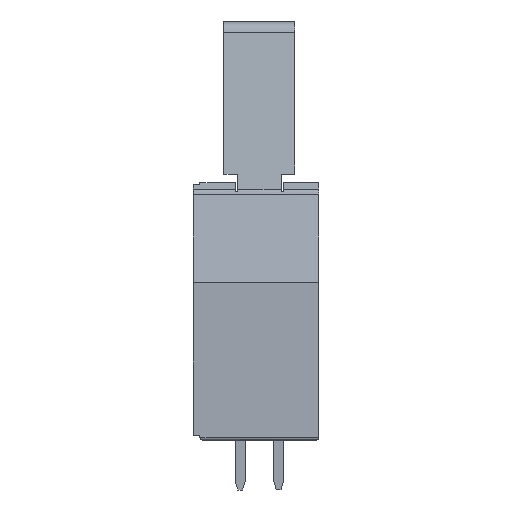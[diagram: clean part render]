
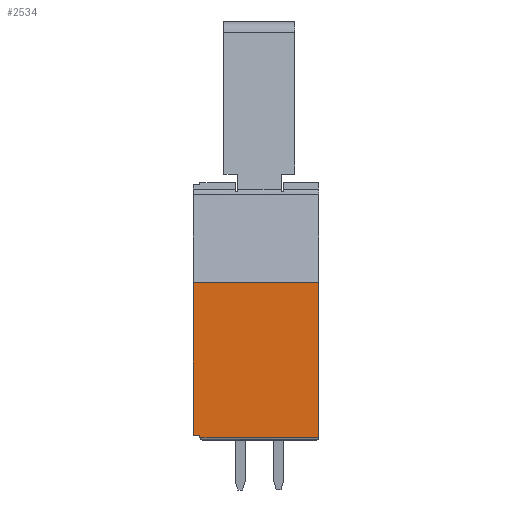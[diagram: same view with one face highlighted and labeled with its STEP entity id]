
A CAD part, left-side view. The second image highlights one B-rep face of the part: STEP entity #2534.
In plain terms, the highlighted planar face has unit normal (-1, 0, 0).
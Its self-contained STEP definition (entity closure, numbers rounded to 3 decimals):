
#2534=ADVANCED_FACE('',(#7174),#7175,.T.);
#3466=VERTEX_POINT('',#8202);
#4076=VERTEX_POINT('',#8871);
#4354=VERTEX_POINT('',#9179);
#4592=EDGE_CURVE('',#6216,#4076,#9438,.T.);
#4596=EDGE_CURVE('',#4354,#5248,#9443,.T.);
#5248=VERTEX_POINT('',#10148);
#5274=EDGE_CURVE('',#4354,#5762,#10178,.T.);
#5762=VERTEX_POINT('',#10713);
#6112=EDGE_CURVE('',#5248,#3466,#11092,.T.);
#6216=VERTEX_POINT('',#11203);
#6420=EDGE_CURVE('',#3466,#6216,#11437,.T.);
#6464=EDGE_CURVE('',#5762,#4076,#11485,.T.);
#7174=FACE_OUTER_BOUND('',#12345,.T.);
#7175=PLANE('',#12346);
#8202=CARTESIAN_POINT('',(-19.76,8.3,0.3));
#8871=CARTESIAN_POINT('',(-19.76,0.0,10.4));
#9179=CARTESIAN_POINT('',(-19.76,7.85,0.15));
#9438=LINE('',#15585,#15586);
#9443=LINE('',#15592,#15593);
#10148=CARTESIAN_POINT('',(-19.76,7.85,0.3));
#10178=LINE('',#16623,#16624);
#10713=CARTESIAN_POINT('',(-19.76,0.0,0.15));
#11092=LINE('',#17914,#17915);
#11203=CARTESIAN_POINT('',(-19.76,8.3,10.4));
#11437=LINE('',#18415,#18416);
#11485=LINE('',#18477,#18478);
#12345=EDGE_LOOP('',(#19420,#19421,#19422,#19423,#19424,#19425));
#12346=AXIS2_PLACEMENT_3D('',#19426,#19427,#19428);
#15585=CARTESIAN_POINT('',(-19.76,4.15,10.4));
#15586=VECTOR('',#21834,1.0);
#15592=CARTESIAN_POINT('',(-19.76,7.85,0.15));
#15593=VECTOR('',#21843,1.0);
#16623=CARTESIAN_POINT('',(-19.76,4.15,0.15));
#16624=VECTOR('',#22610,1.0);
#17914=CARTESIAN_POINT('',(-19.76,4.15,0.3));
#17915=VECTOR('',#23554,1.0);
#18415=CARTESIAN_POINT('',(-19.76,8.3,0.0));
#18416=VECTOR('',#23903,1.0);
#18477=CARTESIAN_POINT('',(-19.76,0.,0.0));
#18478=VECTOR('',#23951,1.0);
#19420=ORIENTED_EDGE('',*,*,#4596,.F.);
#19421=ORIENTED_EDGE('',*,*,#5274,.T.);
#19422=ORIENTED_EDGE('',*,*,#6464,.T.);
#19423=ORIENTED_EDGE('',*,*,#4592,.F.);
#19424=ORIENTED_EDGE('',*,*,#6420,.F.);
#19425=ORIENTED_EDGE('',*,*,#6112,.F.);
#19426=CARTESIAN_POINT('',(-19.76,0.,0.0));
#19427=DIRECTION('',(-1.0,0.0,0.0));
#19428=DIRECTION('',(0.0,-1.0,0.0));
#21834=DIRECTION('',(0.0,-1.0,0.));
#21843=DIRECTION('',(0.0,0.,1.0));
#22610=DIRECTION('',(0.0,-1.0,0.));
#23554=DIRECTION('',(0.0,1.0,0.));
#23903=DIRECTION('',(0.0,0.0,1.0));
#23951=DIRECTION('',(0.0,0.0,1.0));
